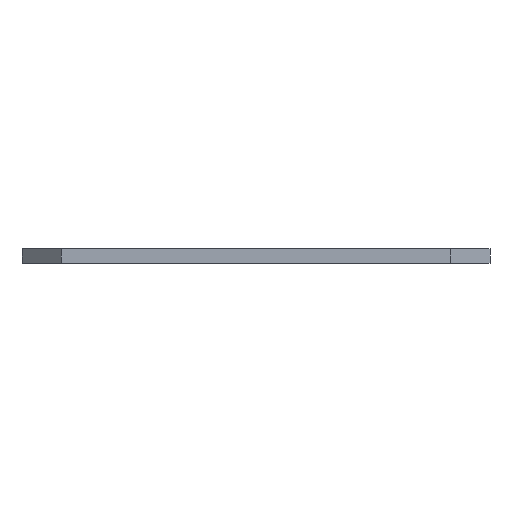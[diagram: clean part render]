
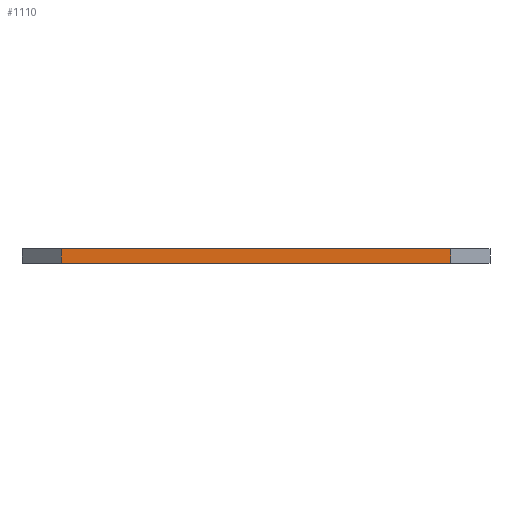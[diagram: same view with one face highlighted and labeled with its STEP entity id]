
A CAD part, front view. The second image highlights one B-rep face of the part: STEP entity #1110.
In plain terms, the highlighted planar face has unit normal (0, -1, 0).
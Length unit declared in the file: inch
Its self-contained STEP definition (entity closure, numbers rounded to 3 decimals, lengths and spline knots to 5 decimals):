
#100=PLANE('',#1256);
#152=FACE_OUTER_BOUND('',#204,.T.);
#204=EDGE_LOOP('',(#917,#918,#919,#920));
#342=LINE('',#1866,#406);
#343=LINE('',#1869,#407);
#344=LINE('',#1871,#408);
#345=LINE('',#1872,#409);
#406=VECTOR('',#1572,0.3937);
#407=VECTOR('',#1575,0.3937);
#408=VECTOR('',#1576,0.3937);
#409=VECTOR('',#1577,0.3937);
#585=VERTEX_POINT('',#1862);
#586=VERTEX_POINT('',#1864);
#587=VERTEX_POINT('',#1868);
#588=VERTEX_POINT('',#1870);
#726=EDGE_CURVE('',#585,#586,#342,.T.);
#727=EDGE_CURVE('',#585,#587,#343,.T.);
#728=EDGE_CURVE('',#588,#586,#344,.T.);
#729=EDGE_CURVE('',#587,#588,#345,.T.);
#917=ORIENTED_EDGE('',*,*,#727,.F.);
#918=ORIENTED_EDGE('',*,*,#726,.T.);
#919=ORIENTED_EDGE('',*,*,#728,.F.);
#920=ORIENTED_EDGE('',*,*,#729,.F.);
#1110=ADVANCED_FACE('',(#152),#100,.T.);
#1256=AXIS2_PLACEMENT_3D('',#1867,#1573,#1574);
#1572=DIRECTION('',(0.,0.,1.));
#1573=DIRECTION('center_axis',(0.,-1.,0.));
#1574=DIRECTION('ref_axis',(1.,0.,0.));
#1575=DIRECTION('',(-1.,0.,0.));
#1576=DIRECTION('',(1.,0.,0.));
#1577=DIRECTION('',(0.,0.,1.));
#1862=CARTESIAN_POINT('',(10.,-12.,-15.783));
#1864=CARTESIAN_POINT('',(10.,-12.,-15.033));
#1866=CARTESIAN_POINT('',(10.,-12.,-15.783));
#1867=CARTESIAN_POINT('Origin',(-10.,-12.,-15.783));
#1868=CARTESIAN_POINT('',(-10.,-12.,-15.783));
#1869=CARTESIAN_POINT('',(5.,-12.,-15.783));
#1870=CARTESIAN_POINT('',(-10.,-12.,-15.033));
#1871=CARTESIAN_POINT('',(5.,-12.,-15.033));
#1872=CARTESIAN_POINT('',(-10.,-12.,-15.783));
